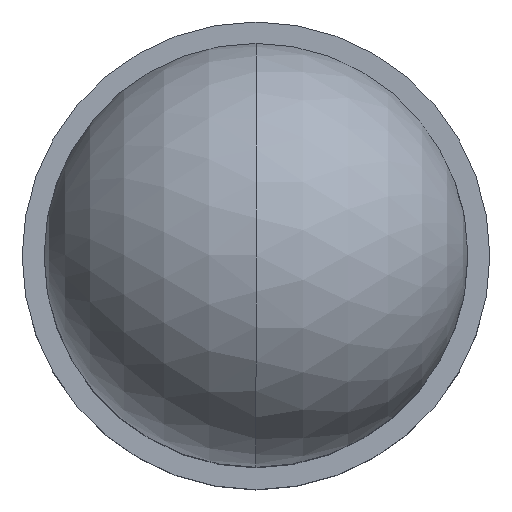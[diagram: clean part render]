
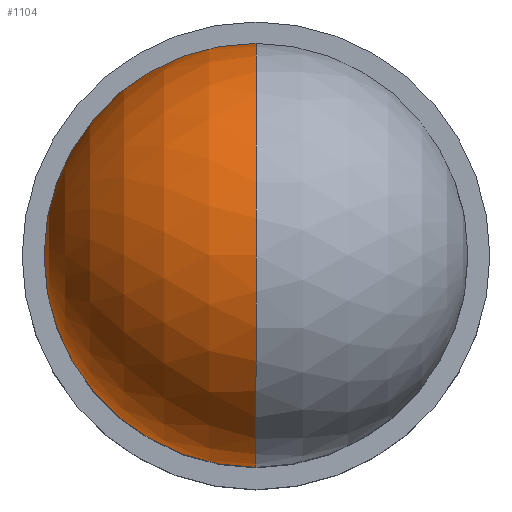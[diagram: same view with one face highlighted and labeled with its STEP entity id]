
A CAD part, top view. The second image highlights one B-rep face of the part: STEP entity #1104.
In plain terms, the highlighted spherical face has radius 1.45 mm.
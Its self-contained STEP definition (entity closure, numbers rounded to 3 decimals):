
#29 = CIRCLE ( 'NONE', #789, 1.45 ) ;
#120 = DIRECTION ( 'NONE',  ( 0., 0., 1. ) ) ;
#126 = CIRCLE ( 'NONE', #1529, 1.45 ) ;
#270 = CARTESIAN_POINT ( 'NONE',  ( 0., 0., 0. ) ) ;
#273 = EDGE_CURVE ( 'NONE', #469, #540, #29, .T. ) ;
#296 = DIRECTION ( 'NONE',  ( 0., 1., 0. ) ) ;
#362 = EDGE_CURVE ( 'NONE', #1587, #1812, #563, .T. ) ;
#399 = ORIENTED_EDGE ( 'NONE', *, *, #957, .T. ) ;
#423 = AXIS2_PLACEMENT_3D ( 'NONE', #953, #1513, #1358 ) ;
#469 = VERTEX_POINT ( 'NONE', #1566 ) ;
#540 = VERTEX_POINT ( 'NONE', #1152 ) ;
#563 = CIRCLE ( 'NONE', #423, 1.45 ) ;
#575 = CARTESIAN_POINT ( 'NONE',  ( 0., 0., 0. ) ) ;
#585 = DIRECTION ( 'NONE',  ( 0., 0., 1. ) ) ;
#588 = DIRECTION ( 'NONE',  ( -1., 0., 0. ) ) ;
#700 = EDGE_LOOP ( 'NONE', ( #987, #804, #399, #1541 ) ) ;
#724 = CARTESIAN_POINT ( 'NONE',  ( 0., 0., 0. ) ) ;
#789 = AXIS2_PLACEMENT_3D ( 'NONE', #575, #120, #1686 ) ;
#804 = ORIENTED_EDGE ( 'NONE', *, *, #273, .T. ) ;
#852 = CARTESIAN_POINT ( 'NONE',  ( 0., 0., 0. ) ) ;
#863 = DIRECTION ( 'NONE',  ( 0., -1., 0. ) ) ;
#888 = AXIS2_PLACEMENT_3D ( 'NONE', #724, #585, #1632 ) ;
#953 = CARTESIAN_POINT ( 'NONE',  ( 0., 0., 0. ) ) ;
#957 = EDGE_CURVE ( 'NONE', #540, #1812, #126, .T. ) ;
#987 = ORIENTED_EDGE ( 'NONE', *, *, #1186, .T. ) ;
#1104 = ADVANCED_FACE ( 'NONE', ( #1386 ), #1679, .T. ) ;
#1152 = CARTESIAN_POINT ( 'NONE',  ( 0., -1.45, 0. ) ) ;
#1186 = EDGE_CURVE ( 'NONE', #1587, #469, #1594, .T. ) ;
#1210 = AXIS2_PLACEMENT_3D ( 'NONE', #270, #588, #296 ) ;
#1262 = DIRECTION ( 'NONE',  ( -1., 0., 0. ) ) ;
#1358 = DIRECTION ( 'NONE',  ( 0., 0., -1. ) ) ;
#1386 = FACE_OUTER_BOUND ( 'NONE', #700, .T. ) ;
#1513 = DIRECTION ( 'NONE',  ( 1., 0., 0. ) ) ;
#1529 = AXIS2_PLACEMENT_3D ( 'NONE', #852, #1262, #863 ) ;
#1540 = CARTESIAN_POINT ( 'NONE',  ( 0., 0., 1.45 ) ) ;
#1541 = ORIENTED_EDGE ( 'NONE', *, *, #362, .F. ) ;
#1566 = CARTESIAN_POINT ( 'NONE',  ( -1.45, 0., 0. ) ) ;
#1587 = VERTEX_POINT ( 'NONE', #1601 ) ;
#1594 = CIRCLE ( 'NONE', #888, 1.45 ) ;
#1601 = CARTESIAN_POINT ( 'NONE',  ( 0., 1.45, 0. ) ) ;
#1632 = DIRECTION ( 'NONE',  ( 1., 0., 0. ) ) ;
#1679 = SPHERICAL_SURFACE ( 'NONE', #1210, 1.45 ) ;
#1686 = DIRECTION ( 'NONE',  ( 1., 0., 0. ) ) ;
#1812 = VERTEX_POINT ( 'NONE', #1540 ) ;
